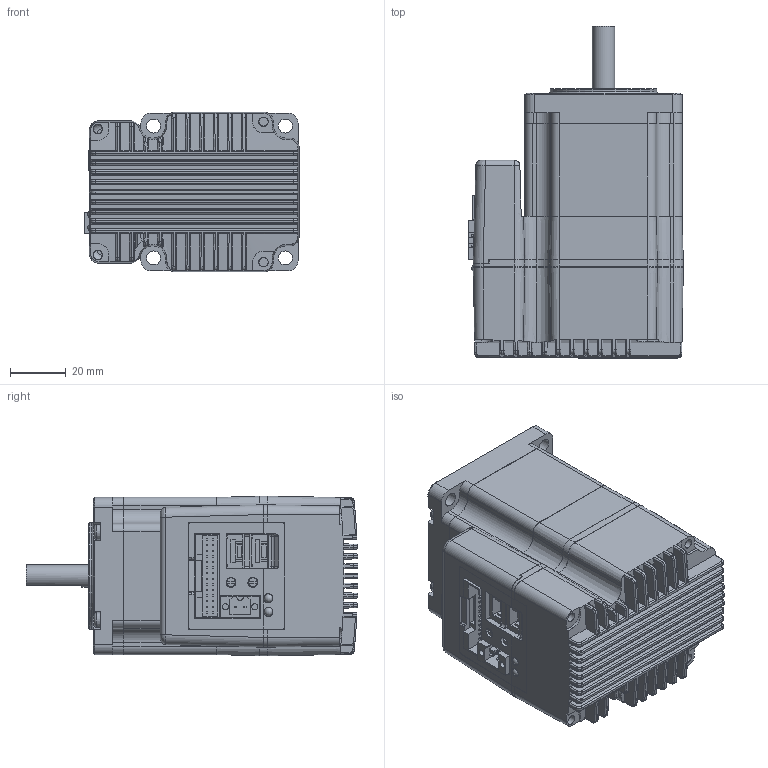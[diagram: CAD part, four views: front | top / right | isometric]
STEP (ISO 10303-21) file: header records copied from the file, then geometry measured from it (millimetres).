
FILE_DESCRIPTION (( 'STEP AP214' ), '1' );
FILE_NAME ('TSM23C-2CG.STEP', '2013-07-05T02:12:50', ( 'Sky123.Org' ), ( 'Sky123.Org' ), 'SwSTEP 2.0', 'SolidWorks 2011', '' );
FILE_SCHEMA (( 'AUTOMOTIVE_DESIGN' ));
Length unit declared in the file: millimetre
Products named in the file (1): TSM23C-2CG
Bounding box: 76.75 x 118.65 x 57.09 mm (x, y, z)
Surface area: 53206.2 mm2 (no closed solid volume)
Topology: 0 solids, 28 shells, 881 faces, 3708 edges, 2843 vertices
Faces by surface type: plane 413, cylinder 246, bspline 168, cone 42, torus 10, sphere 2
Full cylindrical faces by diameter (mm): 2.2 x2, 3.3 x2, 3.4 x4, 3.5 x2, 5 x4, 8 x1, 10 x1, 22 x1, 38.1 x1
Entity records: 52577 total; most frequent: CARTESIAN_POINT 14174, ORIENTED_EDGE 5755, DIRECTION 5635, EDGE_CURVE 3659, VERTEX_POINT 2836, AXIS2_PLACEMENT_3D 1879, VECTOR 1877, LINE 1877
